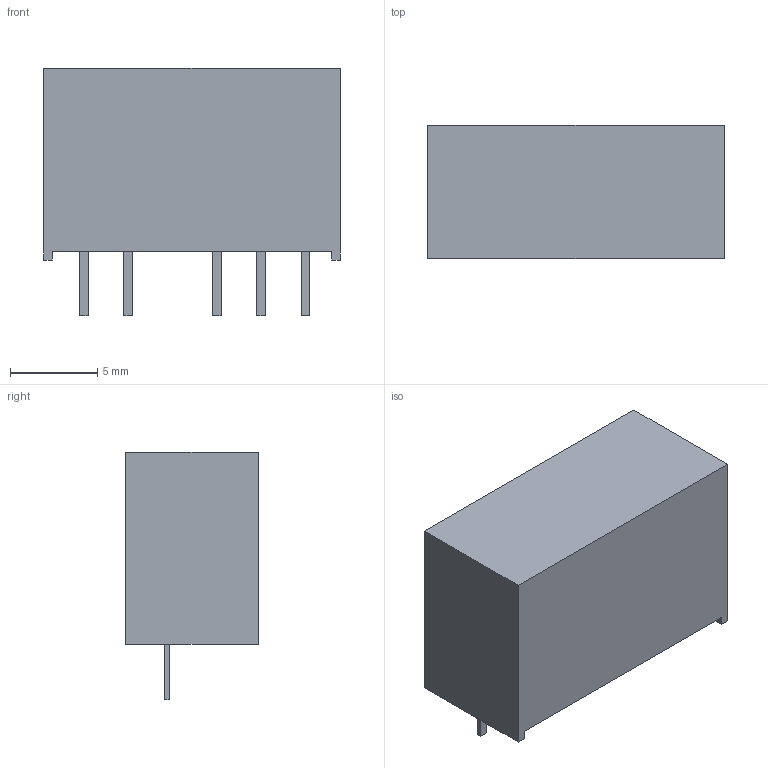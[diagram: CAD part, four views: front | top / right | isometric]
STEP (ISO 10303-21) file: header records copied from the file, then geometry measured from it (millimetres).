
FILE_DESCRIPTION(('FreeCAD Model'),'2;1');
FILE_NAME('TMR-1-XX2X.step','2017-06-08T15:50:21',( 'kicad StepUp'),('ksu MCAD'),'Open CASCADE STEP processor 6.8', 'FreeCAD','Unknown');
FILE_SCHEMA(('AUTOMOTIVE_DESIGN_CC2 { 1 2 10303 214 -1 1 5 4 }'));
Length unit declared in the file: millimetre
Products named in the file (1): TMR-1-XX2X
Bounding box: 17 x 7.62 x 14.2 mm (x, y, z)
Volume: 1366.3 mm3; surface area: 820.1 mm2
Topology: 1 solids, 1 shells, 35 faces, 84 edges, 56 vertices
Faces by surface type: plane 35
Entity records: 1256 total; most frequent: CARTESIAN_POINT 176, ORIENTED_EDGE 168, DIRECTION 156, EDGE_CURVE 84, LINE 84, VECTOR 84, VERTEX_POINT 56, FACE_BOUND 40
